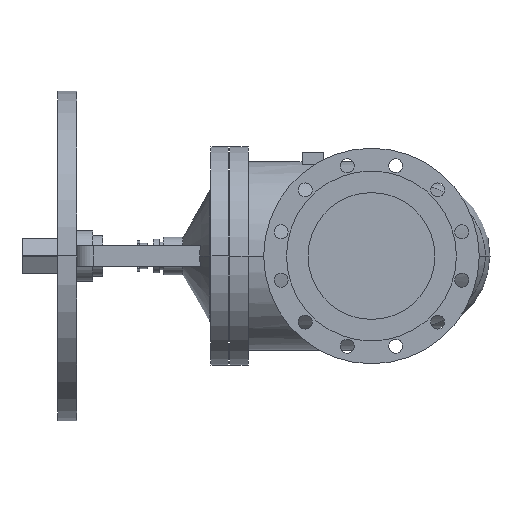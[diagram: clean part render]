
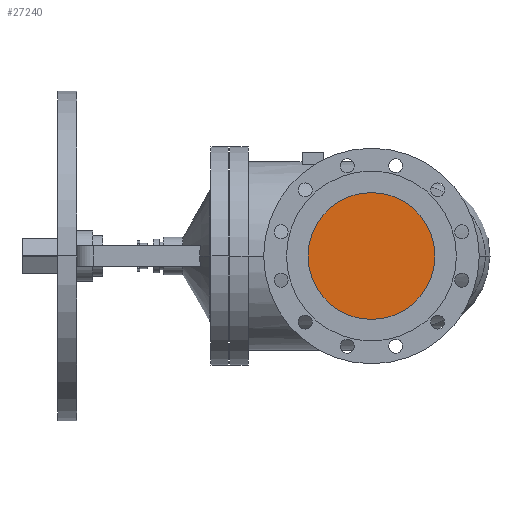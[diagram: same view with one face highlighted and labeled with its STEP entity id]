
A CAD part, left-side view. The second image highlights one B-rep face of the part: STEP entity #27240.
In plain terms, the highlighted planar face has unit normal (-1, 0, 0).
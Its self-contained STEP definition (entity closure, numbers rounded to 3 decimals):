
#20100=CARTESIAN_POINT('',(1.,100.,0.));
#20110=VERTEX_POINT('',#20100);
#20140=CARTESIAN_POINT('',(1.,0.,0.));
#20150=DIRECTION('',(-1.,0.,0.));
#20160=DIRECTION('',(0.,1.,0.));
#20170=AXIS2_PLACEMENT_3D('',#20140,#20150,#20160);
#20180=CIRCLE('',#20170,100.);
#20190=CARTESIAN_POINT('',(1.,-100.,0.));
#20200=VERTEX_POINT('',#20190);
#20210=EDGE_CURVE('',#20110,#20200,#20180,.T.);
#27140=CARTESIAN_POINT('',(1.,50.,0.));
#27150=DIRECTION('',(1.,0.,0.));
#27160=DIRECTION('',(0.,-1.,0.));
#27170=AXIS2_PLACEMENT_3D('',#27140,#27150,#27160);
#27180=PLANE('',#27170);
#27190=ORIENTED_EDGE('',*,*,#20210,.T.);
#27200=EDGE_CURVE('',#20200,#20110,#20180,.T.);
#27210=ORIENTED_EDGE('',*,*,#27200,.T.);
#27220=EDGE_LOOP('',(#27210,#27190));
#27230=FACE_OUTER_BOUND('',#27220,.T.);
#27240=ADVANCED_FACE('',(#27230),#27180,.F.);
